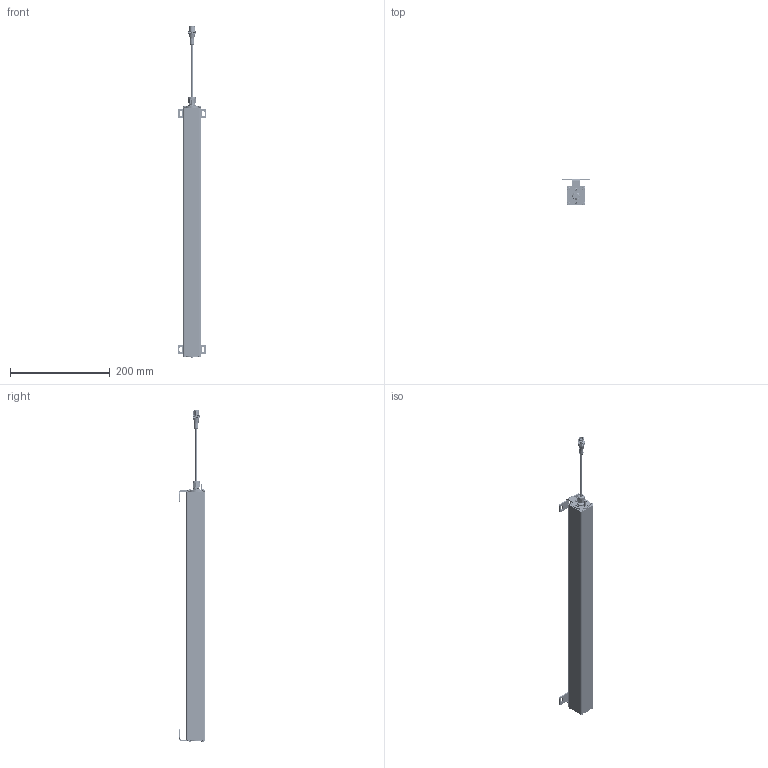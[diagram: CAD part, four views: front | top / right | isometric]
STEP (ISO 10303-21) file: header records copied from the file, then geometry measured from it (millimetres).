
FILE_DESCRIPTION((''),'2;1');
FILE_NAME('200935_ASM','2017-05-19T',('PDMAdmin'),('BANNER ENGINEERING'),'CREO PARAMETRIC BY PTC INC, 2016260','CREO PARAMETRIC BY PTC INC, 2016260','');
FILE_SCHEMA(('CONFIG_CONTROL_DESIGN'));
Products named in the file (32): 198324_489; 198324_BOARD; 114097; 114096_GENERIC; 114106_ASM; 113905; 114418_ASM; 111643; 60420; 114295_ASM; ASSEMBLY_55816; 68536_ASM; 139718_ASM; 66697; 198508; 198505; 34089_PRT1; 34089_PRT2; 34089_ASM; 125255; 122167; 133395; 133394; 133398_ASM; 133273; 122361; CABLE_318_4COND_54777; 64490_ASM; 198506; 08839; 198590; 200935_ASM
Assembly tree (57 placements, depth 5):
  200935_ASM
    198324_489
    198324_BOARD
    139718_ASM  x6
      114418_ASM
        114106_ASM
          114097
          114096_GENERIC
        113905
      68536_ASM
        114295_ASM
          111643
          60420
        ASSEMBLY_55816
    66697  x6
    198508  x2
    198505  x2
    34089_ASM
      34089_PRT1
      34089_PRT2
    125255
    122167  x8
    64490_ASM
      133398_ASM
        133395
        133394  x4
      133273
      122361
      CABLE_318_4COND_54777
    198506  x2
    08839  x4
    198590
Bounding box: 58 x 53 x 664.29 mm (x, y, z)
Volume: 271531.6 mm3; surface area: 312614 mm2
Topology: 82 solids, 92 shells, 9677 faces, 23990 edges, 14618 vertices
Faces by surface type: cylinder 3304, plane 3111, bspline 2194, torus 510, cone 454, sphere 78, revolution 26
Entity records: 181742 total; most frequent: CARTESIAN_POINT 105135, ORIENTED_EDGE 18054, DIRECTION 11575, EDGE_CURVE 9037, VERTEX_POINT 5368, AXIS2_PLACEMENT_3D 4235, B_SPLINE_CURVE_WITH_KNOTS 4131, EDGE_LOOP 4005
